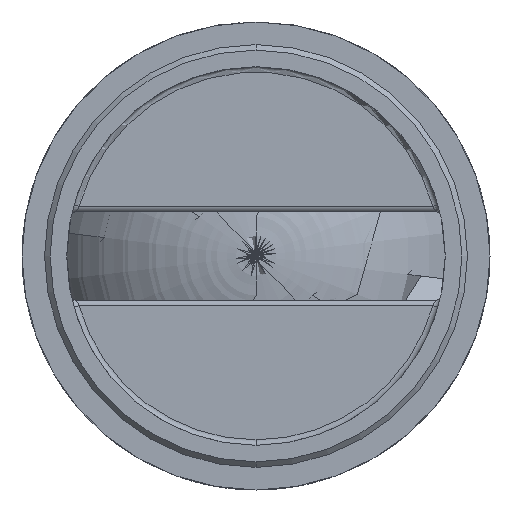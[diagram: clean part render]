
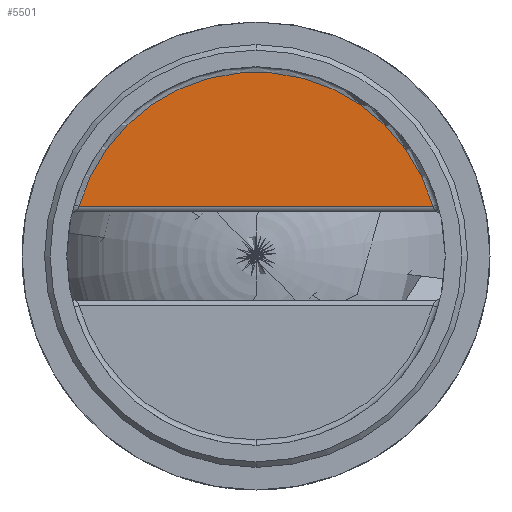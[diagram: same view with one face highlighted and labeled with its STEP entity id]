
A CAD part, front view. The second image highlights one B-rep face of the part: STEP entity #5501.
In plain terms, the highlighted planar face has unit normal (0, -1, 0).
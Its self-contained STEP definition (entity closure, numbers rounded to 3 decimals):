
#35 = VERTEX_POINT ( 'NONE', #3910 ) ;
#668 = LINE ( 'NONE', #3985, #2586 ) ;
#679 = DIRECTION ( 'NONE',  ( 0., 0., -1. ) ) ;
#1224 = EDGE_CURVE ( 'NONE', #5091, #35, #668, .T. ) ;
#2586 = VECTOR ( 'NONE', #2650, 1000. ) ;
#2650 = DIRECTION ( 'NONE',  ( 1., 0., 0. ) ) ;
#2977 = CARTESIAN_POINT ( 'NONE',  ( 0., 20., 0. ) ) ;
#3115 = CARTESIAN_POINT ( 'NONE',  ( 0., 20., 0. ) ) ;
#3179 = EDGE_LOOP ( 'NONE', ( #7052, #3566 ) ) ;
#3566 = ORIENTED_EDGE ( 'NONE', *, *, #4662, .T. ) ;
#3704 = AXIS2_PLACEMENT_3D ( 'NONE', #3115, #5525, #679 ) ;
#3910 = CARTESIAN_POINT ( 'NONE',  ( 16.03, 20., 4.5 ) ) ;
#3985 = CARTESIAN_POINT ( 'NONE',  ( 16.677, 20., 4.5 ) ) ;
#4204 = AXIS2_PLACEMENT_3D ( 'NONE', #2977, #5671, #8372 ) ;
#4662 = EDGE_CURVE ( 'NONE', #35, #5091, #8060, .T. ) ;
#5091 = VERTEX_POINT ( 'NONE', #7197 ) ;
#5501 = ADVANCED_FACE ( 'NONE', ( #5851 ), #6352, .T. ) ;
#5525 = DIRECTION ( 'NONE',  ( 0., -1., 0. ) ) ;
#5671 = DIRECTION ( 'NONE',  ( 0., -1., 0. ) ) ;
#5851 = FACE_OUTER_BOUND ( 'NONE', #3179, .T. ) ;
#6352 = PLANE ( 'NONE',  #4204 ) ;
#7052 = ORIENTED_EDGE ( 'NONE', *, *, #1224, .T. ) ;
#7197 = CARTESIAN_POINT ( 'NONE',  ( -16.03, 20., 4.5 ) ) ;
#8060 = CIRCLE ( 'NONE', #3704, 16.65 ) ;
#8372 = DIRECTION ( 'NONE',  ( 0., 0., -1. ) ) ;
